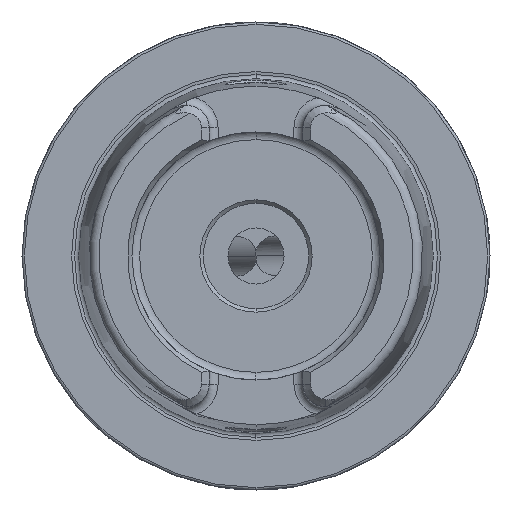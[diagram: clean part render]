
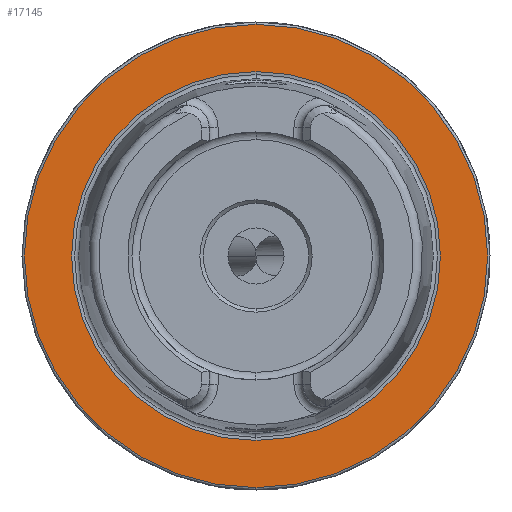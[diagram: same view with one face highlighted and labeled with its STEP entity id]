
A CAD part, left-side view. The second image highlights one B-rep face of the part: STEP entity #17145.
In plain terms, the highlighted planar face has unit normal (-1, 0, 0).
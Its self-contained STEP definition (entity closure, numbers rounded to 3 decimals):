
#379 = ORIENTED_EDGE ( 'NONE', *, *, #3097, .F. ) ;
#380 = ORIENTED_EDGE ( 'NONE', *, *, #14883, .F. ) ;
#381 = ORIENTED_EDGE ( 'NONE', *, *, #14887, .T. ) ;
#382 = ORIENTED_EDGE ( 'NONE', *, *, #3095, .T. ) ;
#2505 = CARTESIAN_POINT ( 'NONE',  ( 0., 0., -49.5 ) ) ;
#2507 = CARTESIAN_POINT ( 'NONE',  ( 0., 0., 49.5 ) ) ;
#2511 = CARTESIAN_POINT ( 'NONE',  ( 0., 0., 39.405 ) ) ;
#2521 = CARTESIAN_POINT ( 'NONE',  ( 0., 0., -39.405 ) ) ;
#2663 = CARTESIAN_POINT ( 'NONE',  ( 0., 0., 0. ) ) ;
#2665 = DIRECTION ( 'NONE',  ( -1., 0., 0. ) ) ;
#2667 = DIRECTION ( 'NONE',  ( 0., 0., 1. ) ) ;
#2688 = CARTESIAN_POINT ( 'NONE',  ( 0., 0., 0. ) ) ;
#2690 = DIRECTION ( 'NONE',  ( -1., 0., 0. ) ) ;
#2692 = DIRECTION ( 'NONE',  ( 0., 0., 1. ) ) ;
#3095 = EDGE_CURVE ( 'NONE', #13762, #13763, #15010, .T. ) ;
#3097 = EDGE_CURVE ( 'NONE', #13765, #13770, #15007, .T. ) ;
#3736 = CIRCLE ( 'NONE', #3737, 49.5 ) ;
#3737 = AXIS2_PLACEMENT_3D ( 'NONE', #2688, #2690, #2692 ) ;
#4254 = CIRCLE ( 'NONE', #4264, 39.405 ) ;
#4264 = AXIS2_PLACEMENT_3D ( 'NONE', #2663, #2665, #2667 ) ;
#7788 = FACE_BOUND ( 'NONE', #16060, .T. ) ;
#7791 = DIRECTION ( 'NONE',  ( 1., 0., 0. ) ) ;
#7793 = CARTESIAN_POINT ( 'NONE',  ( 0., 49.5, 0. ) ) ;
#7795 = FACE_OUTER_BOUND ( 'NONE', #16062, .T. ) ;
#7796 = PLANE ( 'NONE',  #12373 ) ;
#7798 = DIRECTION ( 'NONE',  ( 0., 0., -1. ) ) ;
#11205 = CARTESIAN_POINT ( 'NONE',  ( 0., 0., 0. ) ) ;
#11206 = DIRECTION ( 'NONE',  ( -1., 0., 0. ) ) ;
#11207 = DIRECTION ( 'NONE',  ( 0., 0., 1. ) ) ;
#11208 = CARTESIAN_POINT ( 'NONE',  ( 0., 0., 0. ) ) ;
#11209 = DIRECTION ( 'NONE',  ( -1., 0., 0. ) ) ;
#11210 = DIRECTION ( 'NONE',  ( 0., 0., 1. ) ) ;
#12373 = AXIS2_PLACEMENT_3D ( 'NONE', #7793, #7791, #7798 ) ;
#13762 = VERTEX_POINT ( 'NONE', #2505 ) ;
#13763 = VERTEX_POINT ( 'NONE', #2507 ) ;
#13765 = VERTEX_POINT ( 'NONE', #2511 ) ;
#13770 = VERTEX_POINT ( 'NONE', #2521 ) ;
#14883 = EDGE_CURVE ( 'NONE', #13770, #13765, #4254, .T. ) ;
#14887 = EDGE_CURVE ( 'NONE', #13763, #13762, #3736, .T. ) ;
#15007 = CIRCLE ( 'NONE', #15013, 39.405 ) ;
#15010 = CIRCLE ( 'NONE', #15011, 49.5 ) ;
#15011 = AXIS2_PLACEMENT_3D ( 'NONE', #11205, #11206, #11207 ) ;
#15013 = AXIS2_PLACEMENT_3D ( 'NONE', #11208, #11209, #11210 ) ;
#16060 = EDGE_LOOP ( 'NONE', ( #379, #380 ) ) ;
#16062 = EDGE_LOOP ( 'NONE', ( #381, #382 ) ) ;
#17145 = ADVANCED_FACE ( 'NONE', ( #7788, #7795 ), #7796, .F. ) ;
